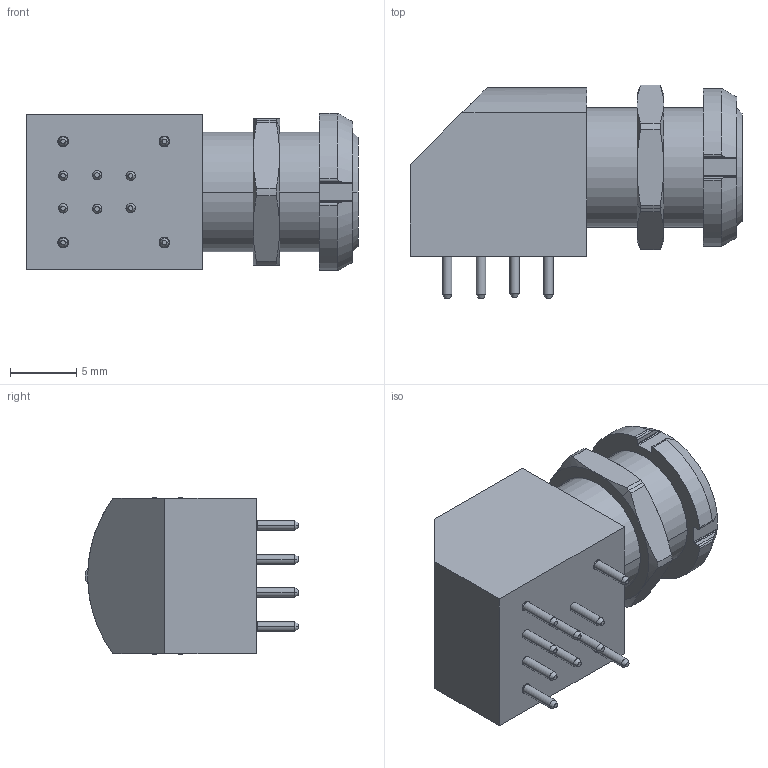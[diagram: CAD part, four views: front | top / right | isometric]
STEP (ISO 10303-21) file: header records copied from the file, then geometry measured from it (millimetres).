
FILE_DESCRIPTION(('STEP AP242'),'1');
FILE_NAME('exg_0b_306_hln.stp','2023-02-18T09:35:48',('TraceParts'),('TraceParts S.A.'),'Spatial InterOp 3D',' ',' ');
FILE_SCHEMA(('AP242_MANAGED_MODEL_BASED_3D_ENGINEERING_MIM_LF {1 0 10303 442 1 1 4}'));
Length unit declared in the file: millimetre
Products named in the file (1): exg_0b_306_hln_1
Bounding box: 25 x 16.1 x 11.84 mm (x, y, z)
Volume: 2682.5 mm3; surface area: 1682.6 mm2
Topology: 3 solids, 3 shells, 169 faces, 402 edges, 250 vertices
Faces by surface type: cylinder 72, cone 58, plane 39
Entity records: 5794 total; most frequent: CARTESIAN_POINT 1304, DIRECTION 844, ORIENTED_EDGE 804, EDGE_CURVE 402, AXIS2_PLACEMENT_3D 342, VERTEX_POINT 250, EDGE_LOOP 184, ADVANCED_FACE 169
